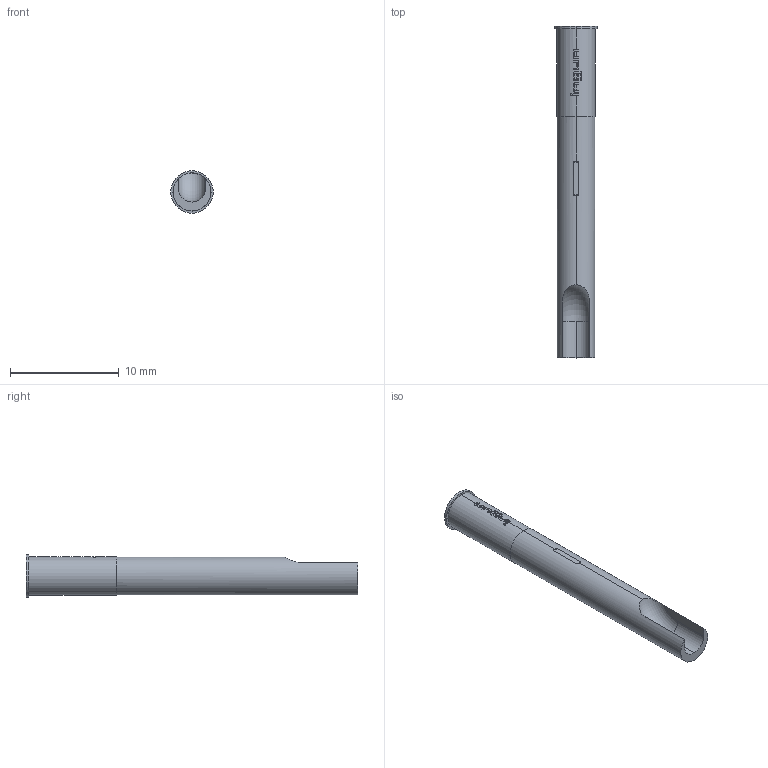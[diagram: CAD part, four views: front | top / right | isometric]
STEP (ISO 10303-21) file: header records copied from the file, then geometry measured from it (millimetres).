
FILE_DESCRIPTION (( 'STEP AP203' ), '1' );
FILE_NAME ('INGUN_KS-103_30_M2.5-S.STEP', '2021-10-21T14:08:59', ( 'ochi' ), ( '' ), 'SwSTEP 2.0', 'SolidWorks 2018', '' );
FILE_SCHEMA (( 'CONFIG_CONTROL_DESIGN' ));
Length unit declared in the file: millimetre
Products named in the file (1): INGUN_KS-103_30_M2.5-S
Bounding box: 3.9 x 30.5 x 3.9 mm (x, y, z)
Volume: 260.1 mm3; surface area: 370.6 mm2
Topology: 1 solids, 1 shells, 100 faces, 284 edges, 188 vertices
Faces by surface type: plane 46, cylinder 29, bspline 22, cone 2, torus 1
Entity records: 3667 total; most frequent: CARTESIAN_POINT 1143, ORIENTED_EDGE 568, DIRECTION 444, EDGE_CURVE 284, VERTEX_POINT 188, AXIS2_PLACEMENT_3D 173, EDGE_LOOP 102, FACE_OUTER_BOUND 100
